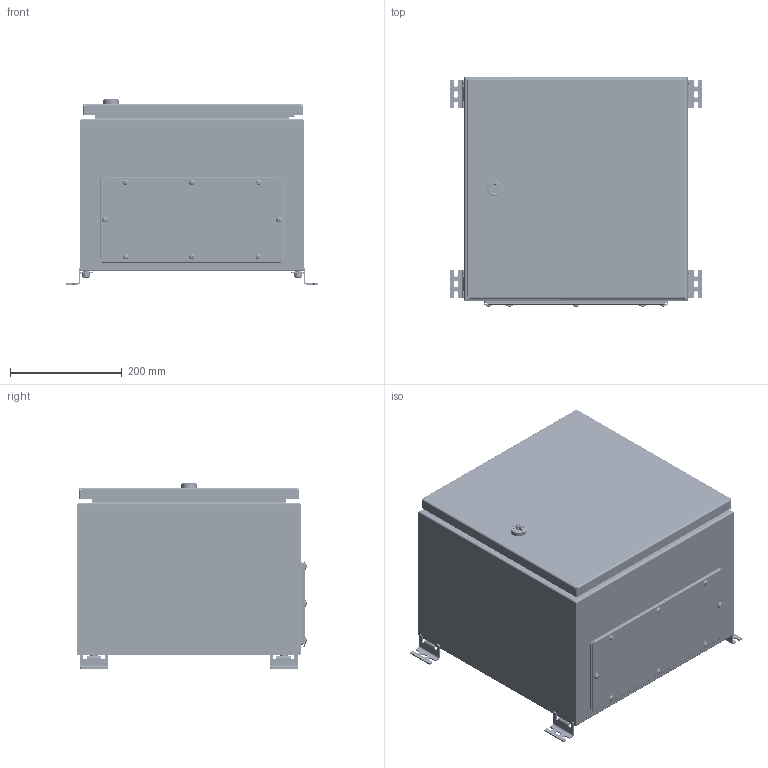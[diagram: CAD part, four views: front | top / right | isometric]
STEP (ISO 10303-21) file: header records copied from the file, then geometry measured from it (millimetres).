
FILE_DESCRIPTION (( 'STEP AP214' ), '1' );
FILE_NAME ('21.040.040.30.STEP', '2024-07-24T11:21:06', ( '' ), ( '' ), 'SwSTEP 2.0', 'SolidWorks 2021', '' );
FILE_SCHEMA (( 'AUTOMOTIVE_DESIGN' ));
Length unit declared in the file: millimetre
Products named in the file (34): 鎖芯_1; Áîëò Ì6õ10 ñ øåñòèãðàííîé ãîëîâêîé ñ ïðåññøàéáîé; ﾇ瑟鶴 MS-705-3D; Çàêëåïêà ðåçüáîâàÿ Ì5 øåñòèãðàííàÿ ñ óìåíüøåííûì áîðòîì; 螺母_1; 扻豵鵨 W400H400D300; Ëåâàÿ ñòåíêà H400D300; 嵑謺麃; Ãàñêåòèíã äâåðè W400H400; 471.100 Íàñòåííîå êðåïëåíèå; 小頭螺絲_1; 墊片_1; Ïðîôèëü äâåðíîé H400; Äâåðíîå ïîëîòíî W400H400; 嵑謺麃 瀁蠉澼鍣 094; Øïèëüêà ïðèâàðíàÿ Ì6õ16; 署赅 W330D150; Ïåòëÿ ùèòîâàÿ ïðèâàðíàÿ; Âòóëêà øàðíèðà; 昢膼碴鍣 膰豵鵨 W400H400D300; Äâåðü W400H400; Ïðîêëàäêà êðûøêè ÄÌ W330D150; Ðåçèíêà øàðíèðà; 主體_1; 鐵墊圈_1; 21.040.040.30; Ïðàâàÿ ñòåíêà H400D300; 昑 W400H400; 妈眚 DIN 912-󋔊0-Zn; Øïèëüêà ïðèâàðíàÿ Ì6õ25; Ãàéêà M6 DIN6923.step; Âèíò DIN 967 Ì5õ16 ñ ïîëóêðóãëîé ãîëîâêîé ñ êðåñòîîáðàçíûì øëèöåì; Çàêëåïêà ðåçüáîâàÿ Ì8 øåñòèãðàííàÿ ñ óìåíüøåííûì áîðòîì; 剒蜲錪_30403583_MESAN
Assembly tree (74 placements, depth 4):
  21.040.040.30
    昢膼碴鍣 膰豵鵨 W400H400D300
      扻豵鵨 W400H400D300
      Ïðàâàÿ ñòåíêà H400D300
      Ëåâàÿ ñòåíêà H400D300
      Øïèëüêà ïðèâàðíàÿ Ì6õ16  x4
      Øïèëüêà ïðèâàðíàÿ Ì6õ25  x4
      Çàêëåïêà ðåçüáîâàÿ Ì8 øåñòèãðàííàÿ ñ óìåíüøåííûì áîðòîì  x4
      Çàêëåïêà ðåçüáîâàÿ Ì5 øåñòèãðàííàÿ ñ óìåíüøåííûì áîðòîì  x8
    Äâåðü W400H400
      Äâåðíîå ïîëîòíî W400H400
      Ãàñêåòèíã äâåðè W400H400
      Ïðîôèëü äâåðíîé H400  x2
      Øïèëüêà ïðèâàðíàÿ Ì6õ16  x2
      Ïåòëÿ ùèòîâàÿ ïðèâàðíàÿ  x2
      ﾇ瑟鶴 MS-705-3D
        主體_1
        鎖芯_1
        墊片_1
        螺母_1
        鐵墊圈_1  x2
        小頭螺絲_1
        剒蜲錪_30403583_MESAN
    嵑謺麃 瀁蠉澼鍣 094  x2
      嵑謺麃
      Âòóëêà øàðíèðà
      Ðåçèíêà øàðíèðà
    昑 W400H400
    Ãàéêà M6 DIN6923.step  x4
    署赅 W330D150
    Âèíò DIN 967 Ì5õ16 ñ ïîëóêðóãëîé ãîëîâêîé ñ êðåñòîîáðàçíûì øëèöåì  x8
    471.100 Íàñòåííîå êðåïëåíèå  x4
    妈眚 DIN 912-󋔊0-Zn  x4
    Áîëò Ì6õ10 ñ øåñòèãðàííîé ãîëîâêîé ñ ïðåññøàéáîé  x4
    Ïðîêëàäêà êðûøêè ÄÌ W330D150
Bounding box: 452 x 411.09 x 331.6 mm (x, y, z)
Volume: 1774963 mm3; surface area: 2255724.5 mm2
Topology: 72 solids, 72 shells, 3331 faces, 8448 edges, 5303 vertices
Faces by surface type: plane 1396, cylinder 1296, bspline 256, cone 221, torus 136, sphere 26
Entity records: 70832 total; most frequent: CARTESIAN_POINT 27318, ORIENTED_EDGE 8258, DIRECTION 6866, EDGE_CURVE 4129, VERTEX_POINT 2604, AXIS2_PLACEMENT_3D 2382, LINE 2102, VECTOR 2102
